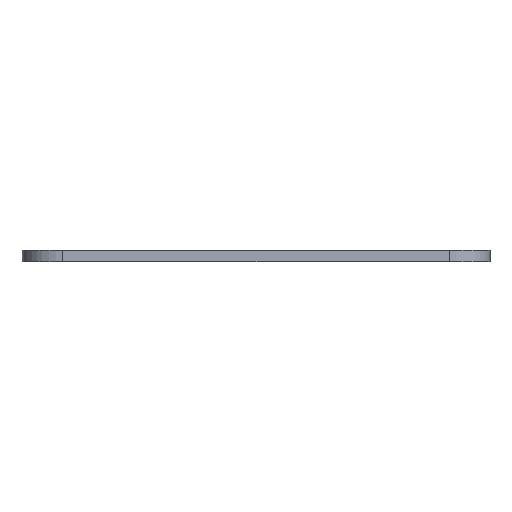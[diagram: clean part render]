
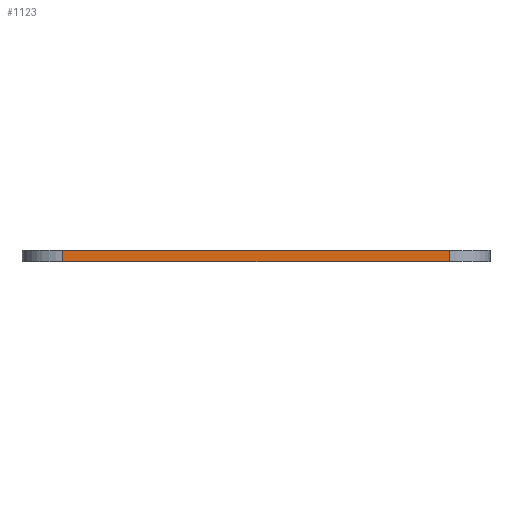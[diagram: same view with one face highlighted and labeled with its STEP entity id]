
A CAD part, front view. The second image highlights one B-rep face of the part: STEP entity #1123.
In plain terms, the highlighted planar face has unit normal (0, -1, 0).
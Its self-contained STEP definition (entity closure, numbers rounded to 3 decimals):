
#268=CARTESIAN_POINT('',(16.5,-20.,-0.5));
#269=VERTEX_POINT('',#268);
#277=CARTESIAN_POINT('',(-16.5,-20.0,-0.5));
#278=VERTEX_POINT('',#277);
#279=CARTESIAN_POINT('',(-16.5,-20.0,-0.5));
#280=DIRECTION('',(1.0,0.0,0.0));
#281=VECTOR('',#280,33.0);
#282=LINE('',#279,#281);
#283=EDGE_CURVE('',#278,#269,#282,.T.);
#607=CARTESIAN_POINT('',(-16.5,-20.0,0.5));
#608=VERTEX_POINT('',#607);
#609=CARTESIAN_POINT('',(-16.5,-20.0,-0.5));
#610=DIRECTION('',(0.0,0.0,1.0));
#611=VECTOR('',#610,1.0);
#612=LINE('',#609,#611);
#613=EDGE_CURVE('',#278,#608,#612,.T.);
#793=CARTESIAN_POINT('',(16.5,-20.,0.5));
#794=VERTEX_POINT('',#793);
#795=CARTESIAN_POINT('',(16.5,-20.,0.5));
#796=DIRECTION('',(-1.0,0.0,0.0));
#797=VECTOR('',#796,33.0);
#798=LINE('',#795,#797);
#799=EDGE_CURVE('',#794,#608,#798,.T.);
#1107=CARTESIAN_POINT('',(20.,-20.,0.0));
#1108=DIRECTION('',(0.0,-1.0,0.0));
#1109=DIRECTION('',(0.0,0.0,-1.0));
#1110=AXIS2_PLACEMENT_3D('',#1107,#1108,#1109);
#1111=PLANE('',#1110);
#1112=ORIENTED_EDGE('',*,*,#613,.F.);
#1113=ORIENTED_EDGE('',*,*,#283,.T.);
#1114=CARTESIAN_POINT('',(16.5,-20.,0.5));
#1115=DIRECTION('',(0.0,0.0,-1.0));
#1116=VECTOR('',#1115,1.0);
#1117=LINE('',#1114,#1116);
#1118=EDGE_CURVE('',#794,#269,#1117,.T.);
#1119=ORIENTED_EDGE('',*,*,#1118,.F.);
#1120=ORIENTED_EDGE('',*,*,#799,.T.);
#1121=EDGE_LOOP('',(#1112,#1113,#1119,#1120));
#1122=FACE_OUTER_BOUND('',#1121,.T.);
#1123=ADVANCED_FACE('',(#1122),#1111,.T.);
